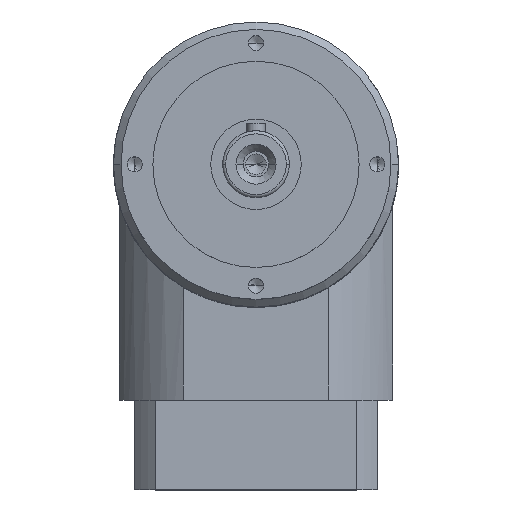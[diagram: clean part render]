
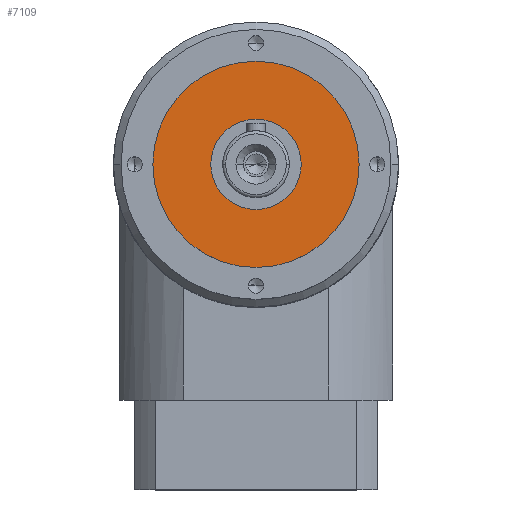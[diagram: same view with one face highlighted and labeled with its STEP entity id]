
A CAD part, top view. The second image highlights one B-rep face of the part: STEP entity #7109.
In plain terms, the highlighted planar face has unit normal (0, 0, 1).
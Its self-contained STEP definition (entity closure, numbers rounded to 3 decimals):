
#192 = DIRECTION ( 'NONE',  ( 1., 0., 0. ) ) ;
#389 = VERTEX_POINT ( 'NONE', #2147 ) ;
#432 = DIRECTION ( 'NONE',  ( 0., 0., 1. ) ) ;
#882 = ORIENTED_EDGE ( 'NONE', *, *, #4455, .T. ) ;
#1205 = CARTESIAN_POINT ( 'NONE',  ( 0., 0., 60. ) ) ;
#1844 = CIRCLE ( 'NONE', #2191, 34. ) ;
#1908 = DIRECTION ( 'NONE',  ( 1., 0., 0. ) ) ;
#1932 = CARTESIAN_POINT ( 'NONE',  ( 14.9, 0., 60. ) ) ;
#1937 = CIRCLE ( 'NONE', #5358, 14.9 ) ;
#2147 = CARTESIAN_POINT ( 'NONE',  ( -34., 0., 60. ) ) ;
#2191 = AXIS2_PLACEMENT_3D ( 'NONE', #2665, #7580, #3372 ) ;
#2310 = ORIENTED_EDGE ( 'NONE', *, *, #9103, .F. ) ;
#2625 = VERTEX_POINT ( 'NONE', #1932 ) ;
#2665 = CARTESIAN_POINT ( 'NONE',  ( 0., 0., 60. ) ) ;
#2995 = PLANE ( 'NONE',  #3956 ) ;
#3372 = DIRECTION ( 'NONE',  ( 1., 0., 0. ) ) ;
#3690 = DIRECTION ( 'NONE',  ( 0., 0., 1. ) ) ;
#3956 = AXIS2_PLACEMENT_3D ( 'NONE', #7900, #3690, #8618 ) ;
#4321 = VERTEX_POINT ( 'NONE', #4570 ) ;
#4441 = DIRECTION ( 'NONE',  ( 0., 0., 1. ) ) ;
#4455 = EDGE_CURVE ( 'NONE', #5287, #389, #8338, .T. ) ;
#4570 = CARTESIAN_POINT ( 'NONE',  ( -14.9, 0., 60. ) ) ;
#4677 = CARTESIAN_POINT ( 'NONE',  ( 0., 0., 60. ) ) ;
#4735 = FACE_OUTER_BOUND ( 'NONE', #5281, .T. ) ;
#4832 = ORIENTED_EDGE ( 'NONE', *, *, #5215, .F. ) ;
#4917 = AXIS2_PLACEMENT_3D ( 'NONE', #1205, #6139, #1908 ) ;
#5215 = EDGE_CURVE ( 'NONE', #2625, #4321, #8438, .T. ) ;
#5281 = EDGE_LOOP ( 'NONE', ( #5395, #882 ) ) ;
#5287 = VERTEX_POINT ( 'NONE', #8744 ) ;
#5358 = AXIS2_PLACEMENT_3D ( 'NONE', #4677, #432, #5398 ) ;
#5395 = ORIENTED_EDGE ( 'NONE', *, *, #7534, .T. ) ;
#5398 = DIRECTION ( 'NONE',  ( 1., 0., 0. ) ) ;
#6139 = DIRECTION ( 'NONE',  ( 0., 0., 1. ) ) ;
#6282 = AXIS2_PLACEMENT_3D ( 'NONE', #8658, #4441, #192 ) ;
#6605 = FACE_BOUND ( 'NONE', #7999, .T. ) ;
#7109 = ADVANCED_FACE ( 'NONE', ( #6605, #4735 ), #2995, .T. ) ;
#7534 = EDGE_CURVE ( 'NONE', #389, #5287, #1844, .T. ) ;
#7580 = DIRECTION ( 'NONE',  ( 0., 0., 1. ) ) ;
#7900 = CARTESIAN_POINT ( 'NONE',  ( 0., 0., 60. ) ) ;
#7999 = EDGE_LOOP ( 'NONE', ( #2310, #4832 ) ) ;
#8338 = CIRCLE ( 'NONE', #4917, 34. ) ;
#8438 = CIRCLE ( 'NONE', #6282, 14.9 ) ;
#8618 = DIRECTION ( 'NONE',  ( 1., 0., 0. ) ) ;
#8658 = CARTESIAN_POINT ( 'NONE',  ( 0., 0., 60. ) ) ;
#8744 = CARTESIAN_POINT ( 'NONE',  ( 34., 0., 60. ) ) ;
#9103 = EDGE_CURVE ( 'NONE', #4321, #2625, #1937, .T. ) ;
